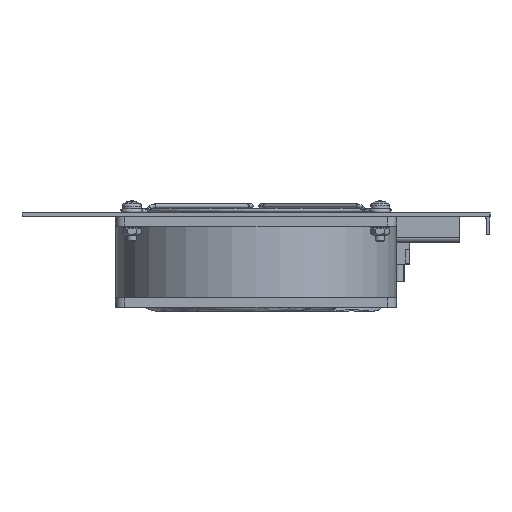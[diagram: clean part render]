
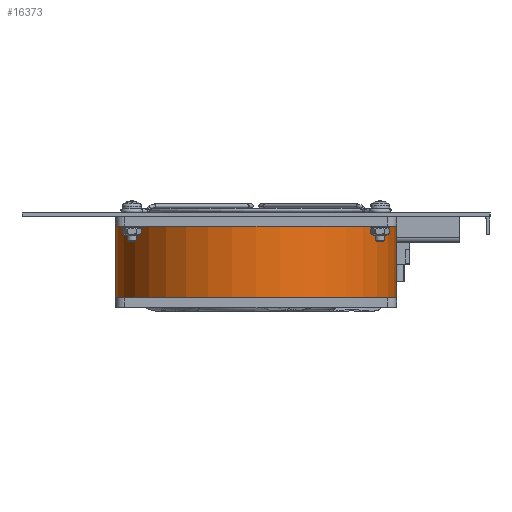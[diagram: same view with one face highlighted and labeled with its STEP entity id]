
A CAD part, left-side view. The second image highlights one B-rep face of the part: STEP entity #16373.
In plain terms, the highlighted cylindrical face has radius 59.25 mm (diameter 118.5 mm), a full revolution.
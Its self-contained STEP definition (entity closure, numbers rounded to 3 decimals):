
#1882 = EDGE_LOOP ( 'NONE', ( #16229 ) ) ;
#3515 = AXIS2_PLACEMENT_3D ( 'NONE', #14989, #4891, #16672 ) ;
#4179 = EDGE_CURVE ( 'NONE', #12836, #12836, #21525, .T. ) ;
#4891 = DIRECTION ( 'NONE',  ( 0., 0., 1. ) ) ;
#5729 = VERTEX_POINT ( 'NONE', #6444 ) ;
#6305 = CARTESIAN_POINT ( 'NONE',  ( -59.25, 0., -15.1 ) ) ;
#6444 = CARTESIAN_POINT ( 'NONE',  ( -59.25, 0., 15.1 ) ) ;
#6766 = AXIS2_PLACEMENT_3D ( 'NONE', #7497, #19297, #9192 ) ;
#6996 = DIRECTION ( 'NONE',  ( 0., 0., -1. ) ) ;
#7497 = CARTESIAN_POINT ( 'NONE',  ( 0., 0., -15.1 ) ) ;
#7690 = EDGE_CURVE ( 'NONE', #5729, #5729, #18243, .T. ) ;
#9192 = DIRECTION ( 'NONE',  ( -1., 0., 0. ) ) ;
#12227 = FACE_OUTER_BOUND ( 'NONE', #12316, .T. ) ;
#12316 = EDGE_LOOP ( 'NONE', ( #19865 ) ) ;
#12836 = VERTEX_POINT ( 'NONE', #6305 ) ;
#14989 = CARTESIAN_POINT ( 'NONE',  ( 0., 0., 0. ) ) ;
#16184 = CYLINDRICAL_SURFACE ( 'NONE', #3515, 59.25 ) ;
#16229 = ORIENTED_EDGE ( 'NONE', *, *, #7690, .T. ) ;
#16373 = ADVANCED_FACE ( 'NONE', ( #21192, #12227 ), #16184, .T. ) ;
#16672 = DIRECTION ( 'NONE',  ( -1., 0., 0. ) ) ;
#17091 = CARTESIAN_POINT ( 'NONE',  ( 0., 0., 15.1 ) ) ;
#17179 = AXIS2_PLACEMENT_3D ( 'NONE', #17091, #6996, #18792 ) ;
#18243 = CIRCLE ( 'NONE', #17179, 59.25 ) ;
#18792 = DIRECTION ( 'NONE',  ( -1., 0., 0. ) ) ;
#19297 = DIRECTION ( 'NONE',  ( 0., 0., 1. ) ) ;
#19865 = ORIENTED_EDGE ( 'NONE', *, *, #4179, .T. ) ;
#21192 = FACE_OUTER_BOUND ( 'NONE', #1882, .T. ) ;
#21525 = CIRCLE ( 'NONE', #6766, 59.25 ) ;
